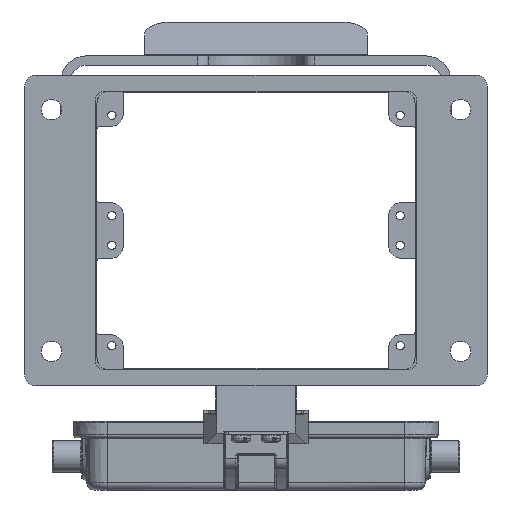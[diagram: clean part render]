
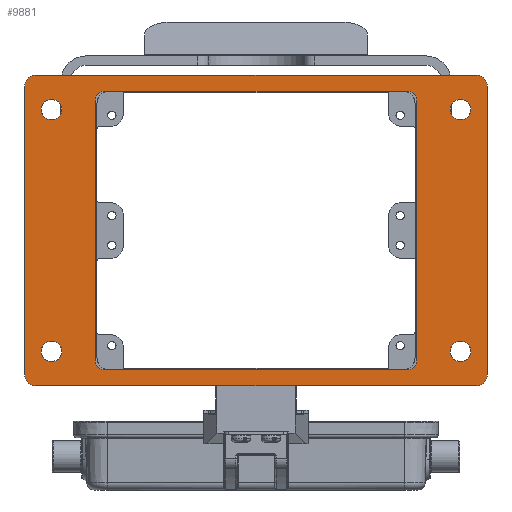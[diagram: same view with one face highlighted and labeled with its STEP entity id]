
A CAD part, front view. The second image highlights one B-rep face of the part: STEP entity #9881.
In plain terms, the highlighted planar face has unit normal (0, -1, 0).
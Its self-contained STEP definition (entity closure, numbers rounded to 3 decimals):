
#8324=FACE_BOUND('',#12405,.T.);
#8325=FACE_BOUND('',#12406,.T.);
#8326=FACE_BOUND('',#12407,.T.);
#8327=FACE_BOUND('',#12408,.T.);
#8328=FACE_BOUND('',#12409,.T.);
#8329=FACE_BOUND('',#12410,.T.);
#8806=PLANE('',#28063);
#9881=ADVANCED_FACE('',(#8324,#8325,#8326,#8327,#8328,#8329),#8806,.F.);
#12405=EDGE_LOOP('',(#21267,#21268,#21269,#21270,#21271,#21272,#21273,#21274));
#12406=EDGE_LOOP('',(#21275));
#12407=EDGE_LOOP('',(#21276));
#12408=EDGE_LOOP('',(#21277));
#12409=EDGE_LOOP('',(#21278));
#12410=EDGE_LOOP('',(#21279,#21280,#21281,#21282,#21283,#21284,#21285,#21286));
#13291=CIRCLE('',#28020,2.5);
#13293=CIRCLE('',#28024,2.5);
#13295=CIRCLE('',#28028,2.5);
#13297=CIRCLE('',#28033,3.);
#13299=CIRCLE('',#28037,3.);
#13301=CIRCLE('',#28041,3.);
#13304=CIRCLE('',#28046,2.75);
#13306=CIRCLE('',#28049,2.75);
#13308=CIRCLE('',#28052,2.75);
#13310=CIRCLE('',#28055,2.75);
#13311=CIRCLE('',#28057,3.);
#13313=CIRCLE('',#28060,2.5);
#14615=LINE('',#65475,#15943);
#14620=LINE('',#65490,#15948);
#14624=LINE('',#65502,#15952);
#14628=LINE('',#65514,#15956);
#14631=LINE('',#65520,#15959);
#14636=LINE('',#65535,#15964);
#14640=LINE('',#65547,#15968);
#14644=LINE('',#65559,#15972);
#15943=VECTOR('',#33265,1.);
#15948=VECTOR('',#33278,1.);
#15952=VECTOR('',#33290,1.);
#15956=VECTOR('',#33302,1.);
#15959=VECTOR('',#33307,1.);
#15964=VECTOR('',#33320,1.);
#15968=VECTOR('',#33332,1.);
#15972=VECTOR('',#33344,1.);
#21267=ORIENTED_EDGE('',*,*,#25687,.F.);
#21268=ORIENTED_EDGE('',*,*,#25717,.F.);
#21269=ORIENTED_EDGE('',*,*,#25706,.F.);
#21270=ORIENTED_EDGE('',*,*,#25703,.F.);
#21271=ORIENTED_EDGE('',*,*,#25700,.F.);
#21272=ORIENTED_EDGE('',*,*,#25697,.F.);
#21273=ORIENTED_EDGE('',*,*,#25694,.F.);
#21274=ORIENTED_EDGE('',*,*,#25691,.F.);
#21275=ORIENTED_EDGE('',*,*,#25716,.T.);
#21276=ORIENTED_EDGE('',*,*,#25714,.T.);
#21277=ORIENTED_EDGE('',*,*,#25712,.T.);
#21278=ORIENTED_EDGE('',*,*,#25710,.T.);
#21279=ORIENTED_EDGE('',*,*,#25665,.F.);
#21280=ORIENTED_EDGE('',*,*,#25719,.F.);
#21281=ORIENTED_EDGE('',*,*,#25684,.F.);
#21282=ORIENTED_EDGE('',*,*,#25681,.F.);
#21283=ORIENTED_EDGE('',*,*,#25678,.F.);
#21284=ORIENTED_EDGE('',*,*,#25675,.F.);
#21285=ORIENTED_EDGE('',*,*,#25672,.F.);
#21286=ORIENTED_EDGE('',*,*,#25669,.F.);
#23003=VERTEX_POINT('',#65476);
#23004=VERTEX_POINT('',#65477);
#23007=VERTEX_POINT('',#65485);
#23009=VERTEX_POINT('',#65491);
#23011=VERTEX_POINT('',#65497);
#23013=VERTEX_POINT('',#65503);
#23015=VERTEX_POINT('',#65509);
#23017=VERTEX_POINT('',#65515);
#23019=VERTEX_POINT('',#65521);
#23020=VERTEX_POINT('',#65522);
#23023=VERTEX_POINT('',#65530);
#23025=VERTEX_POINT('',#65536);
#23027=VERTEX_POINT('',#65542);
#23029=VERTEX_POINT('',#65548);
#23031=VERTEX_POINT('',#65554);
#23033=VERTEX_POINT('',#65560);
#23036=VERTEX_POINT('',#65568);
#23038=VERTEX_POINT('',#65573);
#23040=VERTEX_POINT('',#65578);
#23042=VERTEX_POINT('',#65583);
#25665=EDGE_CURVE('',#23003,#23004,#14615,.T.);
#25669=EDGE_CURVE('',#23004,#23007,#13291,.T.);
#25672=EDGE_CURVE('',#23007,#23009,#14620,.T.);
#25675=EDGE_CURVE('',#23009,#23011,#13293,.T.);
#25678=EDGE_CURVE('',#23011,#23013,#14624,.T.);
#25681=EDGE_CURVE('',#23013,#23015,#13295,.T.);
#25684=EDGE_CURVE('',#23015,#23017,#14628,.T.);
#25687=EDGE_CURVE('',#23019,#23020,#14631,.T.);
#25691=EDGE_CURVE('',#23020,#23023,#13297,.T.);
#25694=EDGE_CURVE('',#23023,#23025,#14636,.T.);
#25697=EDGE_CURVE('',#23025,#23027,#13299,.T.);
#25700=EDGE_CURVE('',#23027,#23029,#14640,.T.);
#25703=EDGE_CURVE('',#23029,#23031,#13301,.T.);
#25706=EDGE_CURVE('',#23031,#23033,#14644,.T.);
#25710=EDGE_CURVE('',#23036,#23036,#13304,.T.);
#25712=EDGE_CURVE('',#23038,#23038,#13306,.T.);
#25714=EDGE_CURVE('',#23040,#23040,#13308,.T.);
#25716=EDGE_CURVE('',#23042,#23042,#13310,.T.);
#25717=EDGE_CURVE('',#23033,#23019,#13311,.T.);
#25719=EDGE_CURVE('',#23017,#23003,#13313,.T.);
#28020=AXIS2_PLACEMENT_3D('',#65484,#33271,#33272);
#28024=AXIS2_PLACEMENT_3D('',#65496,#33283,#33284);
#28028=AXIS2_PLACEMENT_3D('',#65508,#33295,#33296);
#28033=AXIS2_PLACEMENT_3D('',#65529,#33313,#33314);
#28037=AXIS2_PLACEMENT_3D('',#65541,#33325,#33326);
#28041=AXIS2_PLACEMENT_3D('',#65553,#33337,#33338);
#28046=AXIS2_PLACEMENT_3D('',#65567,#33351,#33352);
#28049=AXIS2_PLACEMENT_3D('',#65572,#33357,#33358);
#28052=AXIS2_PLACEMENT_3D('',#65577,#33363,#33364);
#28055=AXIS2_PLACEMENT_3D('',#65582,#33369,#33370);
#28057=AXIS2_PLACEMENT_3D('',#65585,#33373,#33374);
#28060=AXIS2_PLACEMENT_3D('',#65588,#33379,#33380);
#28063=AXIS2_PLACEMENT_3D('',#65591,#33385,#33386);
#33265=DIRECTION('',(0.,0.,-1.));
#33271=DIRECTION('',(0.,-1.,0.));
#33272=DIRECTION('',(1.,0.,0.));
#33278=DIRECTION('',(1.,0.,0.));
#33283=DIRECTION('',(0.,-1.,0.));
#33284=DIRECTION('',(1.,0.,0.));
#33290=DIRECTION('',(0.,0.,1.));
#33295=DIRECTION('',(0.,-1.,0.));
#33296=DIRECTION('',(1.,0.,0.));
#33302=DIRECTION('',(-1.,0.,0.));
#33307=DIRECTION('',(0.,0.,1.));
#33313=DIRECTION('',(0.,1.,0.));
#33314=DIRECTION('',(1.,0.,0.));
#33320=DIRECTION('',(1.,0.,0.));
#33325=DIRECTION('',(0.,1.,0.));
#33326=DIRECTION('',(1.,0.,0.));
#33332=DIRECTION('',(0.,0.,-1.));
#33337=DIRECTION('',(0.,1.,0.));
#33338=DIRECTION('',(1.,0.,0.));
#33344=DIRECTION('',(-1.,0.,0.));
#33351=DIRECTION('',(0.,1.,0.));
#33352=DIRECTION('',(1.,0.,0.));
#33357=DIRECTION('',(0.,1.,0.));
#33358=DIRECTION('',(1.,0.,0.));
#33363=DIRECTION('',(0.,1.,0.));
#33364=DIRECTION('',(1.,0.,0.));
#33369=DIRECTION('',(0.,1.,0.));
#33370=DIRECTION('',(1.,0.,0.));
#33373=DIRECTION('',(0.,1.,0.));
#33374=DIRECTION('',(1.,0.,0.));
#33379=DIRECTION('',(0.,-1.,0.));
#33380=DIRECTION('',(1.,0.,0.));
#33385=DIRECTION('',(0.,1.,0.));
#33386=DIRECTION('',(1.,0.,0.));
#65475=CARTESIAN_POINT('',(105.69,60.906,35.));
#65476=CARTESIAN_POINT('',(105.69,60.906,35.));
#65477=CARTESIAN_POINT('',(105.69,60.906,-35.));
#65484=CARTESIAN_POINT('',(108.19,60.906,-35.));
#65485=CARTESIAN_POINT('',(108.19,60.906,-37.5));
#65490=CARTESIAN_POINT('',(108.19,60.906,-37.5));
#65491=CARTESIAN_POINT('',(189.59,60.906,-37.5));
#65496=CARTESIAN_POINT('',(189.59,60.906,-35.));
#65497=CARTESIAN_POINT('',(192.09,60.906,-35.));
#65502=CARTESIAN_POINT('',(192.09,60.906,-35.));
#65503=CARTESIAN_POINT('',(192.09,60.906,35.));
#65508=CARTESIAN_POINT('',(189.59,60.906,35.));
#65509=CARTESIAN_POINT('',(189.59,60.906,37.5));
#65514=CARTESIAN_POINT('',(189.59,60.906,37.5));
#65515=CARTESIAN_POINT('',(108.19,60.906,37.5));
#65520=CARTESIAN_POINT('',(86.69,60.906,-38.75));
#65521=CARTESIAN_POINT('',(86.69,60.906,-38.75));
#65522=CARTESIAN_POINT('',(86.69,60.906,38.75));
#65529=CARTESIAN_POINT('',(89.69,60.906,38.75));
#65530=CARTESIAN_POINT('',(89.69,60.906,41.75));
#65535=CARTESIAN_POINT('',(89.69,60.906,41.75));
#65536=CARTESIAN_POINT('',(208.09,60.906,41.75));
#65541=CARTESIAN_POINT('',(208.09,60.906,38.75));
#65542=CARTESIAN_POINT('',(211.09,60.906,38.75));
#65547=CARTESIAN_POINT('',(211.09,60.906,38.75));
#65548=CARTESIAN_POINT('',(211.09,60.906,-38.75));
#65553=CARTESIAN_POINT('',(208.09,60.906,-38.75));
#65554=CARTESIAN_POINT('',(208.09,60.906,-41.75));
#65559=CARTESIAN_POINT('',(208.09,60.906,-41.75));
#65560=CARTESIAN_POINT('',(89.69,60.906,-41.75));
#65567=CARTESIAN_POINT('',(203.89,60.906,-32.5));
#65568=CARTESIAN_POINT('',(206.64,60.906,-32.5));
#65572=CARTESIAN_POINT('',(203.89,60.906,32.5));
#65573=CARTESIAN_POINT('',(206.64,60.906,32.5));
#65577=CARTESIAN_POINT('',(93.89,60.906,-32.5));
#65578=CARTESIAN_POINT('',(96.64,60.906,-32.5));
#65582=CARTESIAN_POINT('',(93.89,60.906,32.5));
#65583=CARTESIAN_POINT('',(96.64,60.906,32.5));
#65585=CARTESIAN_POINT('',(89.69,60.906,-38.75));
#65588=CARTESIAN_POINT('',(108.19,60.906,35.));
#65591=CARTESIAN_POINT('',(89.69,60.906,38.75));
